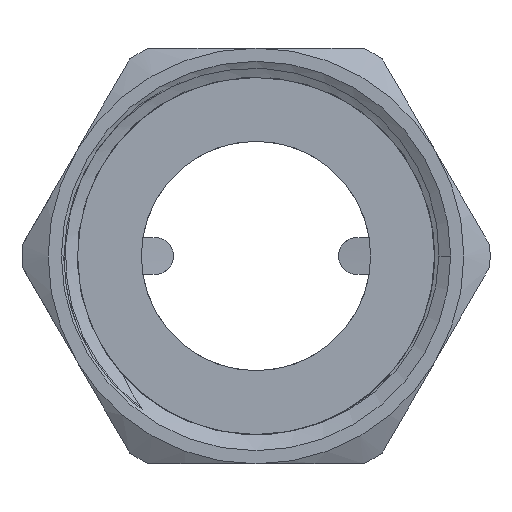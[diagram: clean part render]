
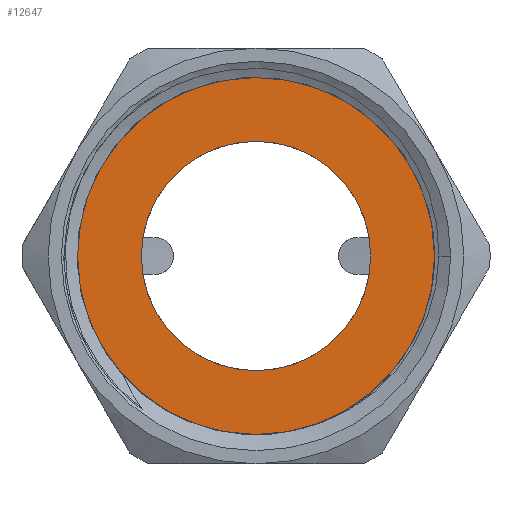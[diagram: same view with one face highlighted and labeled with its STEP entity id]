
A CAD part, left-side view. The second image highlights one B-rep face of the part: STEP entity #12647.
In plain terms, the highlighted planar face has unit normal (-1, 0, 0).
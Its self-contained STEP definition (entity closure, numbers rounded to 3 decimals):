
#12522=CARTESIAN_POINT('',(0.,0.,0.));
#12523=DIRECTION('',(-1.,0.,0.));
#12524=DIRECTION('',(0.,1.,0.));
#12525=AXIS2_PLACEMENT_3D('',#12522,#12523,#12524);
#12530=CARTESIAN_POINT('',(0.,0.,0.));
#12531=DIRECTION('',(1.,0.,0.));
#12532=DIRECTION('',(0.,1.,0.));
#12533=AXIS2_PLACEMENT_3D('',#12530,#12531,#12532);
#12538=CARTESIAN_POINT('',(0.,0.,0.));
#12539=DIRECTION('',(1.,0.,0.));
#12540=DIRECTION('',(0.,1.,0.));
#12541=AXIS2_PLACEMENT_3D('',#12538,#12539,#12540);
#12560=CARTESIAN_POINT('',(0.,0.,0.));
#12561=DIRECTION('',(-1.,0.,0.));
#12562=DIRECTION('',(0.,1.,0.));
#12563=AXIS2_PLACEMENT_3D('',#12560,#12561,#12562);
#12614=CARTESIAN_POINT('',(0.,12.5,0.));
#12616=VERTEX_POINT('',#12614);
#12619=CARTESIAN_POINT('',(0.,19.45,0.));
#12621=VERTEX_POINT('',#12619);
#12622=CARTESIAN_POINT('',(0.,-12.5,0.));
#12624=VERTEX_POINT('',#12622);
#12627=CARTESIAN_POINT('',(0.,-19.45,0.));
#12629=VERTEX_POINT('',#12627);
#12630=CARTESIAN_POINT('',(0.,0.,0.));
#12631=DIRECTION('',(1.,0.,0.));
#12632=DIRECTION('',(0.,-1.,0.));
#12633=AXIS2_PLACEMENT_3D('',#12630,#12631,#12632);
#12634=PLANE('',#12633);
#12636=ORIENTED_EDGE('',*,*,#12635,.F.);
#12638=ORIENTED_EDGE('',*,*,#12637,.T.);
#12639=EDGE_LOOP('',(#12636,#12638));
#12640=FACE_OUTER_BOUND('',#12639,.F.);
#12642=ORIENTED_EDGE('',*,*,#12641,.F.);
#12644=ORIENTED_EDGE('',*,*,#12643,.T.);
#12645=EDGE_LOOP('',(#12642,#12644));
#12646=FACE_BOUND('',#12645,.F.);
#12647=ADVANCED_FACE('',(#12640,#12646),#12634,.F.);
#12526=CIRCLE('',#12525,19.45);
#12534=CIRCLE('',#12533,19.45);
#12542=CIRCLE('',#12541,12.5);
#12564=CIRCLE('',#12563,12.5);
#12635=EDGE_CURVE('',#12621,#12629,#12526,.T.);
#12637=EDGE_CURVE('',#12621,#12629,#12534,.T.);
#12641=EDGE_CURVE('',#12616,#12624,#12542,.T.);
#12643=EDGE_CURVE('',#12616,#12624,#12564,.T.);
